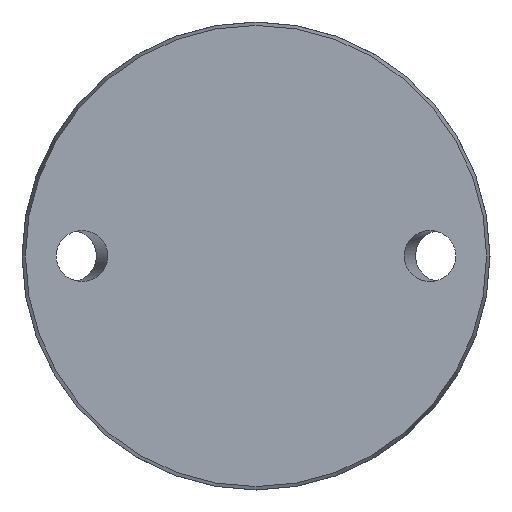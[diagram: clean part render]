
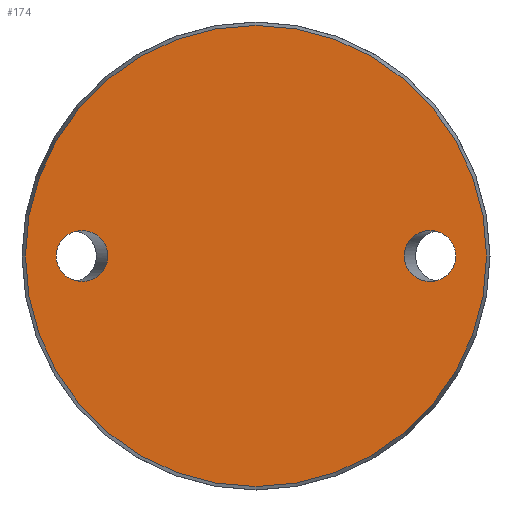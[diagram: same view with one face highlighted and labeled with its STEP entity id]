
A CAD part, front view. The second image highlights one B-rep face of the part: STEP entity #174.
In plain terms, the highlighted planar face has unit normal (0, -1, 0).
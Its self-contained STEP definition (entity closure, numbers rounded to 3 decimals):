
#1 = VERTEX_POINT ( 'NONE', #228 ) ;
#3 = CARTESIAN_POINT ( 'NONE',  ( -24.691, 0., 0. ) ) ;
#4 = DIRECTION ( 'NONE',  ( 0., 0., -1. ) ) ;
#38 = EDGE_CURVE ( 'NONE', #56, #56, #128, .T. ) ;
#54 = PLANE ( 'NONE',  #750 ) ;
#56 = VERTEX_POINT ( 'NONE', #336 ) ;
#89 = CARTESIAN_POINT ( 'NONE',  ( 0., 0., -38.425 ) ) ;
#92 = VERTEX_POINT ( 'NONE', #89 ) ;
#127 = FACE_BOUND ( 'NONE', #505, .T. ) ;
#128 =( BOUNDED_CURVE ( )  B_SPLINE_CURVE ( 3, ( #685, #741, #626, #265, #217, #157, #729 ),
 .UNSPECIFIED., .T., .T. ) 
 B_SPLINE_CURVE_WITH_KNOTS ( ( 4, 3, 4 ),
 ( 0., 3.142, 6.283 ),
 .UNSPECIFIED. ) 
 CURVE ( )  GEOMETRIC_REPRESENTATION_ITEM ( )  RATIONAL_B_SPLINE_CURVE ( ( 1., 0.333, 0.333, 1., 0.333, 0.333, 1. ) ) 
 REPRESENTATION_ITEM ( '' )  );
#157 = CARTESIAN_POINT ( 'NONE',  ( 33.309, 0., 8.5 ) ) ;
#174 = ADVANCED_FACE ( 'NONE', ( #183, #127, #342 ), #54, .F. ) ;
#183 = FACE_BOUND ( 'NONE', #211, .T. ) ;
#194 = CARTESIAN_POINT ( 'NONE',  ( -33.309, 0., -8.5 ) ) ;
#211 = EDGE_LOOP ( 'NONE', ( #261 ) ) ;
#217 = CARTESIAN_POINT ( 'NONE',  ( 24.691, 0., 8.5 ) ) ;
#221 = EDGE_CURVE ( 'NONE', #1, #1, #744, .T. ) ;
#227 = DIRECTION ( 'NONE',  ( 0., 0., 1. ) ) ;
#228 = CARTESIAN_POINT ( 'NONE',  ( -33.309, 0., 0. ) ) ;
#261 = ORIENTED_EDGE ( 'NONE', *, *, #221, .T. ) ;
#265 = CARTESIAN_POINT ( 'NONE',  ( 24.691, 0., 0. ) ) ;
#291 = CARTESIAN_POINT ( 'NONE',  ( -24.691, 0., -8.5 ) ) ;
#336 = CARTESIAN_POINT ( 'NONE',  ( 33.309, 0., 0. ) ) ;
#342 = FACE_OUTER_BOUND ( 'NONE', #551, .T. ) ;
#498 = CIRCLE ( 'NONE', #532, 38.425 ) ;
#505 = EDGE_LOOP ( 'NONE', ( #673 ) ) ;
#513 = CARTESIAN_POINT ( 'NONE',  ( -33.309, 0., 8.5 ) ) ;
#520 = CARTESIAN_POINT ( 'NONE',  ( -33.309, 0., 0. ) ) ;
#532 = AXIS2_PLACEMENT_3D ( 'NONE', #641, #697, #4 ) ;
#542 = ORIENTED_EDGE ( 'NONE', *, *, #625, .T. ) ;
#551 = EDGE_LOOP ( 'NONE', ( #542 ) ) ;
#577 = DIRECTION ( 'NONE',  ( 0., 1., 0. ) ) ;
#625 = EDGE_CURVE ( 'NONE', #92, #92, #498, .T. ) ;
#626 = CARTESIAN_POINT ( 'NONE',  ( 24.691, 0., -8.5 ) ) ;
#641 = CARTESIAN_POINT ( 'NONE',  ( 0., 0., 0. ) ) ;
#645 = CARTESIAN_POINT ( 'NONE',  ( -33.309, 0., 0. ) ) ;
#650 = CARTESIAN_POINT ( 'NONE',  ( -24.691, 0., 8.5 ) ) ;
#673 = ORIENTED_EDGE ( 'NONE', *, *, #38, .T. ) ;
#685 = CARTESIAN_POINT ( 'NONE',  ( 33.309, 0., 0. ) ) ;
#697 = DIRECTION ( 'NONE',  ( 0., -1., 0. ) ) ;
#729 = CARTESIAN_POINT ( 'NONE',  ( 33.309, 0., 0. ) ) ;
#741 = CARTESIAN_POINT ( 'NONE',  ( 33.309, 0., -8.5 ) ) ;
#744 =( BOUNDED_CURVE ( )  B_SPLINE_CURVE ( 3, ( #645, #513, #650, #3, #291, #194, #520 ),
 .UNSPECIFIED., .T., .T. ) 
 B_SPLINE_CURVE_WITH_KNOTS ( ( 4, 3, 4 ),
 ( 0., 3.142, 6.283 ),
 .UNSPECIFIED. ) 
 CURVE ( )  GEOMETRIC_REPRESENTATION_ITEM ( )  RATIONAL_B_SPLINE_CURVE ( ( 1., 0.333, 0.333, 1., 0.333, 0.333, 1. ) ) 
 REPRESENTATION_ITEM ( '' )  );
#750 = AXIS2_PLACEMENT_3D ( 'NONE', #751, #577, #227 ) ;
#751 = CARTESIAN_POINT ( 'NONE',  ( -38.425, 0., 0. ) ) ;
